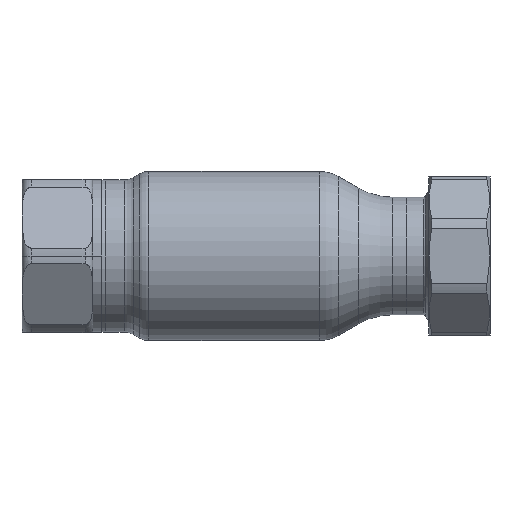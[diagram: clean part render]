
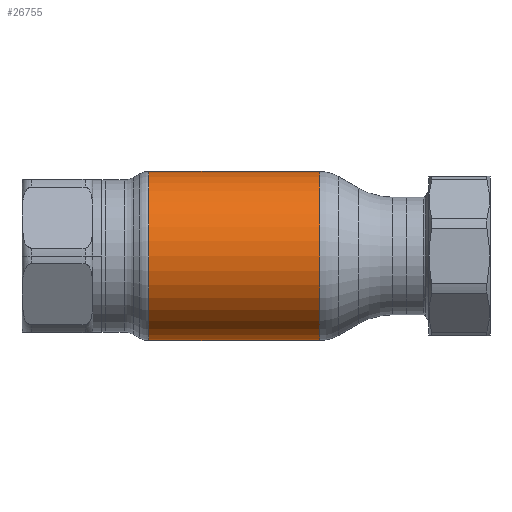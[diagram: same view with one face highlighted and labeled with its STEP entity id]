
A CAD part, front view. The second image highlights one B-rep face of the part: STEP entity #26755.
In plain terms, the highlighted cylindrical face has radius 27.5 mm (diameter 55 mm), a partial arc.
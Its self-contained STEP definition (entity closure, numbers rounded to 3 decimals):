
#619 = VERTEX_POINT ( 'NONE', #46009 ) ;
#2193 = CIRCLE ( 'NONE', #34031, 27.5 ) ;
#2490 = LINE ( 'NONE', #3064, #18390 ) ;
#3012 = DIRECTION ( 'NONE',  ( 1., 0., 0. ) ) ;
#3064 = CARTESIAN_POINT ( 'NONE',  ( 62.69, 0., -27.5 ) ) ;
#3853 = CARTESIAN_POINT ( 'NONE',  ( 27.785, 0., 0. ) ) ;
#5243 = EDGE_CURVE ( 'NONE', #619, #55269, #44015, .T. ) ;
#6502 = AXIS2_PLACEMENT_3D ( 'NONE', #3853, #38629, #56198 ) ;
#15256 = CARTESIAN_POINT ( 'NONE',  ( 27.785, 0., 27.5 ) ) ;
#16990 = ORIENTED_EDGE ( 'NONE', *, *, #56280, .F. ) ;
#18390 = VECTOR ( 'NONE', #19943, 1000. ) ;
#19613 = ORIENTED_EDGE ( 'NONE', *, *, #42754, .T. ) ;
#19890 = ORIENTED_EDGE ( 'NONE', *, *, #35772, .T. ) ;
#19943 = DIRECTION ( 'NONE',  ( 1., 0., 0. ) ) ;
#22591 = VECTOR ( 'NONE', #47387, 1000. ) ;
#25734 = FACE_OUTER_BOUND ( 'NONE', #42375, .T. ) ;
#26090 = VERTEX_POINT ( 'NONE', #37073 ) ;
#26755 = ADVANCED_FACE ( 'NONE', ( #25734 ), #46984, .T. ) ;
#34031 = AXIS2_PLACEMENT_3D ( 'NONE', #42848, #3012, #55910 ) ;
#35772 = EDGE_CURVE ( 'NONE', #619, #26090, #2193, .T. ) ;
#37073 = CARTESIAN_POINT ( 'NONE',  ( -27.785, 0., -27.5 ) ) ;
#38629 = DIRECTION ( 'NONE',  ( 1., 0., 0. ) ) ;
#39172 = CARTESIAN_POINT ( 'NONE',  ( 62.69, 0., 27.5 ) ) ;
#42375 = EDGE_LOOP ( 'NONE', ( #53755, #19890, #19613, #16990 ) ) ;
#42750 = DIRECTION ( 'NONE',  ( 0., 0., -1. ) ) ;
#42754 = EDGE_CURVE ( 'NONE', #26090, #51821, #2490, .T. ) ;
#42848 = CARTESIAN_POINT ( 'NONE',  ( -27.785, 0., 0. ) ) ;
#43040 = CARTESIAN_POINT ( 'NONE',  ( 62.69, 0., 0. ) ) ;
#44015 = LINE ( 'NONE', #39172, #22591 ) ;
#46009 = CARTESIAN_POINT ( 'NONE',  ( -27.785, 0., 27.5 ) ) ;
#46124 = DIRECTION ( 'NONE',  ( 1., 0., 0. ) ) ;
#46984 = CYLINDRICAL_SURFACE ( 'NONE', #47840, 27.5 ) ;
#47387 = DIRECTION ( 'NONE',  ( 1., 0., 0. ) ) ;
#47840 = AXIS2_PLACEMENT_3D ( 'NONE', #43040, #46124, #42750 ) ;
#51821 = VERTEX_POINT ( 'NONE', #52057 ) ;
#52057 = CARTESIAN_POINT ( 'NONE',  ( 27.785, 0., -27.5 ) ) ;
#53750 = CIRCLE ( 'NONE', #6502, 27.5 ) ;
#53755 = ORIENTED_EDGE ( 'NONE', *, *, #5243, .F. ) ;
#55269 = VERTEX_POINT ( 'NONE', #15256 ) ;
#55910 = DIRECTION ( 'NONE',  ( 0., 0., -1. ) ) ;
#56198 = DIRECTION ( 'NONE',  ( 0., 0., -1. ) ) ;
#56280 = EDGE_CURVE ( 'NONE', #55269, #51821, #53750, .T. ) ;
